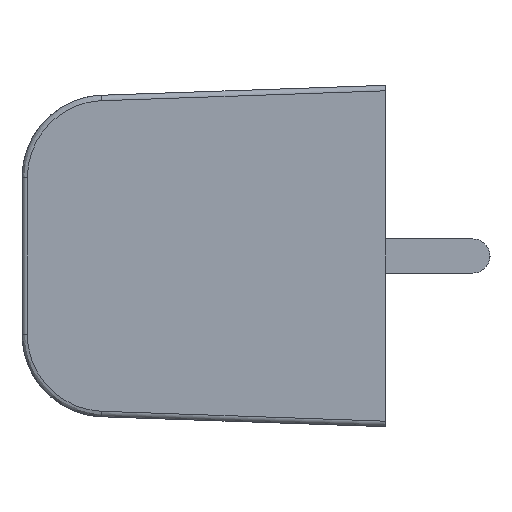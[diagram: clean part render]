
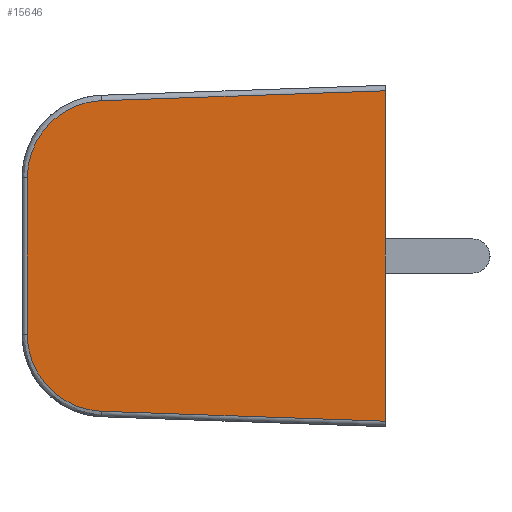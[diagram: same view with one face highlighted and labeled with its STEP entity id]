
A CAD part, left-side view. The second image highlights one B-rep face of the part: STEP entity #15646.
In plain terms, the highlighted planar face has unit normal (-0.999, 0.035, 0).
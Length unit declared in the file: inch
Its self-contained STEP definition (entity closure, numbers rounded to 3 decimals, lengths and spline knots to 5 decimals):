
#11=CARTESIAN_POINT('',(-1.915,0.,-0.30001));
#21=CARTESIAN_POINT('',(-1.915,0.,0.30001));
#5415=DIRECTION('',(-0.035,-0.999,0.035));
#5416=VECTOR('',#5415,0.51586);
#5417=CARTESIAN_POINT('',(-1.89701,0.51523,
0.28201));
#5418=LINE('',#5417,#5416);
#5419=DIRECTION('',(0.,0.,-1.));
#5420=VECTOR('',#5419,0.60001);
#5421=CARTESIAN_POINT('',(-1.915,0.,0.30001));
#5422=LINE('',#5421,#5420);
#5423=DIRECTION('',(-0.035,-0.999,-0.035));
#5424=VECTOR('',#5423,0.51586);
#5425=CARTESIAN_POINT('',(-1.89701,0.51523,
-0.28201));
#5426=LINE('',#5425,#5424);
#5427=CARTESIAN_POINT('',(-1.89701,0.51523,
-0.28201));
#5428=CARTESIAN_POINT('',(-1.89665,0.52561,
-0.28165));
#5429=CARTESIAN_POINT('',(-1.89594,0.54574,
-0.2787));
#5430=CARTESIAN_POINT('',(-1.89493,0.57472,
-0.2677));
#5431=CARTESIAN_POINT('',(-1.89403,0.60052,
-0.25066));
#5432=CARTESIAN_POINT('',(-1.89328,0.62202,
-0.22839));
#5433=CARTESIAN_POINT('',(-1.89272,0.63814,
-0.20201));
#5434=CARTESIAN_POINT('',(-1.89237,0.64811,
-0.17268));
#5435=CARTESIAN_POINT('',(-1.89229,0.65035,
-0.15247));
#5436=CARTESIAN_POINT('',(-1.89229,0.65035,
-0.1421));
#5438=DIRECTION('',(0.,0.,1.));
#5439=VECTOR('',#5438,0.2842);
#5440=CARTESIAN_POINT('',(-1.89229,0.65035,
-0.1421));
#5441=LINE('',#5440,#5439);
#5442=CARTESIAN_POINT('',(-1.89229,0.65035,
0.1421));
#5443=CARTESIAN_POINT('',(-1.89229,0.65035,
0.15247));
#5444=CARTESIAN_POINT('',(-1.89237,0.64811,
0.17268));
#5445=CARTESIAN_POINT('',(-1.89272,0.63814,
0.20201));
#5446=CARTESIAN_POINT('',(-1.89328,0.62202,
0.22839));
#5447=CARTESIAN_POINT('',(-1.89403,0.60052,
0.25066));
#5448=CARTESIAN_POINT('',(-1.89493,0.57472,
0.2677));
#5449=CARTESIAN_POINT('',(-1.89594,0.54574,
0.2787));
#5450=CARTESIAN_POINT('',(-1.89665,0.52561,
0.28165));
#5451=CARTESIAN_POINT('',(-1.89701,0.51523,
0.28201));
#7125=CARTESIAN_POINT('',(-1.89229,0.65035,
0.1421));
#7126=VERTEX_POINT('',#7125);
#7127=CARTESIAN_POINT('',(-1.89229,0.65035,
-0.1421));
#7128=VERTEX_POINT('',#7127);
#7129=CARTESIAN_POINT('',(-1.89701,0.51523,
-0.28201));
#7130=VERTEX_POINT('',#7129);
#7131=CARTESIAN_POINT('',(-1.89701,0.51523,
0.28201));
#7132=VERTEX_POINT('',#7131);
#7277=VERTEX_POINT('',#21);
#7278=VERTEX_POINT('',#11);
#15633=CARTESIAN_POINT('',(-1.915,0.,-0.235));
#15634=DIRECTION('',(-0.999,0.035,0.));
#15635=DIRECTION('',(0.,0.,1.));
#15636=AXIS2_PLACEMENT_3D('',#15633,#15634,#15635);
#15637=PLANE('',#15636);
#15638=ORIENTED_EDGE('',*,*,#15333,.T.);
#15639=ORIENTED_EDGE('',*,*,#7290,.T.);
#15640=ORIENTED_EDGE('',*,*,#15563,.F.);
#15641=ORIENTED_EDGE('',*,*,#15613,.T.);
#15642=ORIENTED_EDGE('',*,*,#15626,.T.);
#15643=ORIENTED_EDGE('',*,*,#15382,.T.);
#15644=EDGE_LOOP('',(#15638,#15639,#15640,#15641,#15642,#15643));
#15645=FACE_OUTER_BOUND('',#15644,.F.);
#15646=ADVANCED_FACE('',(#15645),#15637,.T.);
#5437=B_SPLINE_CURVE_WITH_KNOTS('',3,(#5427,#5428,#5429,#5430,#5431,#5432,#5433,
#5434,#5435,#5436),.UNSPECIFIED.,.F.,.F.,(4,1,1,1,1,1,1,4),(0.,
0.14286,0.28571,0.42857,0.57143,
0.71429,0.85714,1.),.UNSPECIFIED.);
#5452=B_SPLINE_CURVE_WITH_KNOTS('',3,(#5442,#5443,#5444,#5445,#5446,#5447,#5448,
#5449,#5450,#5451),.UNSPECIFIED.,.F.,.F.,(4,1,1,1,1,1,1,4),(0.,
0.14286,0.28571,0.42857,0.57143,
0.71429,0.85714,1.),.UNSPECIFIED.);
#7290=EDGE_CURVE('',#7277,#7278,#5422,.T.);
#15333=EDGE_CURVE('',#7132,#7277,#5418,.T.);
#15382=EDGE_CURVE('',#7126,#7132,#5452,.T.);
#15563=EDGE_CURVE('',#7130,#7278,#5426,.T.);
#15613=EDGE_CURVE('',#7130,#7128,#5437,.T.);
#15626=EDGE_CURVE('',#7128,#7126,#5441,.T.);
